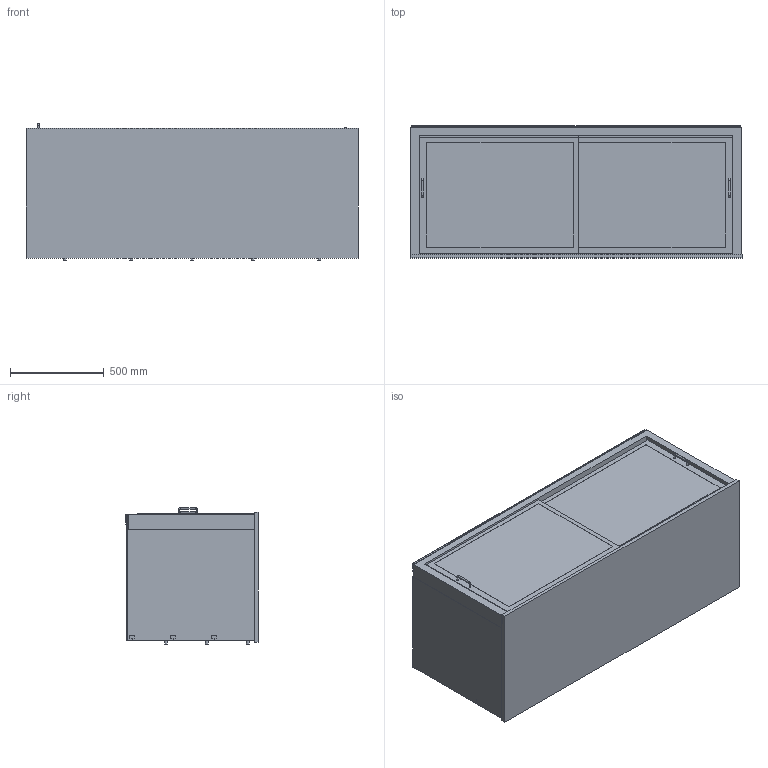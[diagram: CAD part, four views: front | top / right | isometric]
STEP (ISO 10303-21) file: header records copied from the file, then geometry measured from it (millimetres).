
FILE_DESCRIPTION(/* description */ ('Panoramaglasaufsatz ungekühlt'),/* implementation_level */ '2;1');
FILE_NAME(/* name */ '3D-AKE-00007632.stp',/* time_stamp */ '2023-05-17T09:07:33+02:00',/* author */ ('marina.schachner'),/* organization */ (''),/* preprocessor_version */ 'ST-DEVELOPER v18.1',/* originating_system */ 'Autodesk Inventor 2020',/* authorisation */ '');
FILE_SCHEMA (('AUTOMOTIVE_DESIGN { 1 0 10303 214 3 1 1 }'));
Length unit declared in the file: millimetre
Products named in the file (1): 3D-AKE-00007632
Bounding box: 1775 x 706 x 732 mm (x, y, z)
Volume: 95423564.5 mm3; surface area: 17460898.6 mm2
Topology: 62 solids, 62 shells, 459 faces, 1029 edges, 695 vertices
Faces by surface type: plane 375, cylinder 65, cone 15, torus 4
Full cylindrical faces by diameter (mm): 8 x6, 15 x15
Entity records: 12715 total; most frequent: CARTESIAN_POINT 2184, DIRECTION 2148, ORIENTED_EDGE 2058, EDGE_CURVE 1029, LINE 830, VECTOR 830, VERTEX_POINT 695, AXIS2_PLACEMENT_3D 659
